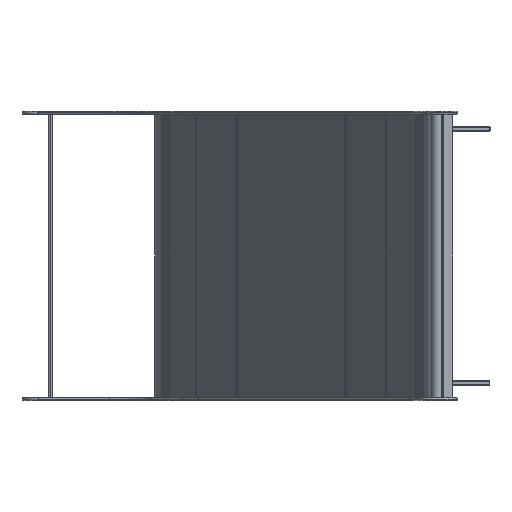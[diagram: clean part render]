
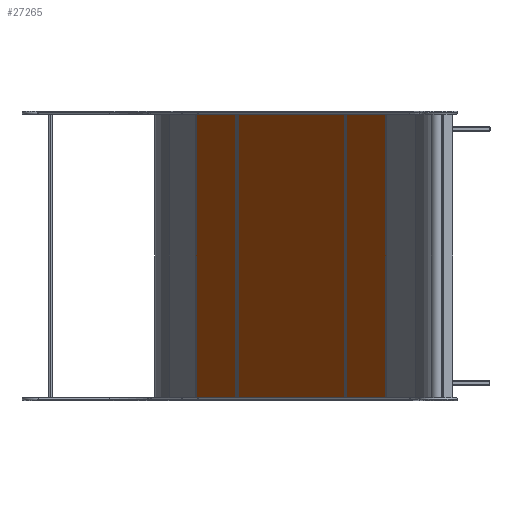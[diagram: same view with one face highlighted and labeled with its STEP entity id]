
A CAD part, left-side view. The second image highlights one B-rep face of the part: STEP entity #27265.
In plain terms, the highlighted face is planar.
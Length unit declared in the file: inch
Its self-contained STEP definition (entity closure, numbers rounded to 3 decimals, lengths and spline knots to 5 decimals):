
#2531 = VECTOR ( 'NONE', #15445, 39.37008 ) ;
#4338 = DIRECTION ( 'NONE',  ( 0., 1., 0. ) ) ;
#6279 = CARTESIAN_POINT ( 'NONE',  ( 44.8622, 0., -59.8622 ) ) ;
#6303 = ORIENTED_EDGE ( 'NONE', *, *, #37360, .T. ) ;
#6702 = LINE ( 'NONE', #36034, #7663 ) ;
#7457 = DIRECTION ( 'NONE',  ( 0., 0., 1. ) ) ;
#7589 = VERTEX_POINT ( 'NONE', #6279 ) ;
#7663 = VECTOR ( 'NONE', #27268, 39.37008 ) ;
#8058 = CARTESIAN_POINT ( 'NONE',  ( 44.91236, 0., -59.8622 ) ) ;
#8491 = EDGE_CURVE ( 'NONE', #7589, #12852, #28821, .T. ) ;
#9406 = EDGE_LOOP ( 'NONE', ( #6303, #27592, #11699, #34081 ) ) ;
#11034 = CARTESIAN_POINT ( 'NONE',  ( -44.8622, 0., 59.8622 ) ) ;
#11699 = ORIENTED_EDGE ( 'NONE', *, *, #29437, .T. ) ;
#12852 = VERTEX_POINT ( 'NONE', #35835 ) ;
#15445 = DIRECTION ( 'NONE',  ( 0., 0., 1. ) ) ;
#17320 = DIRECTION ( 'NONE',  ( 0., 0., -1. ) ) ;
#21442 = LINE ( 'NONE', #30177, #2531 ) ;
#22190 = FACE_OUTER_BOUND ( 'NONE', #9406, .T. ) ;
#23141 = EDGE_CURVE ( 'NONE', #32459, #26770, #6702, .T. ) ;
#25348 = VECTOR ( 'NONE', #17320, 39.37008 ) ;
#26045 = LINE ( 'NONE', #35009, #25348 ) ;
#26754 = AXIS2_PLACEMENT_3D ( 'NONE', #28597, #4338, #7457 ) ;
#26770 = VERTEX_POINT ( 'NONE', #32778 ) ;
#27265 = ADVANCED_FACE ( 'NONE', ( #22190 ), #37343, .T. ) ;
#27268 = DIRECTION ( 'NONE',  ( 1., 0., 0. ) ) ;
#27592 = ORIENTED_EDGE ( 'NONE', *, *, #23141, .T. ) ;
#28597 = CARTESIAN_POINT ( 'NONE',  ( 0., 0., 0. ) ) ;
#28821 = LINE ( 'NONE', #8058, #32660 ) ;
#29437 = EDGE_CURVE ( 'NONE', #26770, #7589, #26045, .T. ) ;
#30177 = CARTESIAN_POINT ( 'NONE',  ( -44.8622, 0., -59.91236 ) ) ;
#32459 = VERTEX_POINT ( 'NONE', #11034 ) ;
#32660 = VECTOR ( 'NONE', #38315, 39.37008 ) ;
#32778 = CARTESIAN_POINT ( 'NONE',  ( 44.8622, 0., 59.8622 ) ) ;
#34081 = ORIENTED_EDGE ( 'NONE', *, *, #8491, .T. ) ;
#35009 = CARTESIAN_POINT ( 'NONE',  ( 44.8622, 0., 59.91236 ) ) ;
#35835 = CARTESIAN_POINT ( 'NONE',  ( -44.8622, 0., -59.8622 ) ) ;
#36034 = CARTESIAN_POINT ( 'NONE',  ( -44.91236, 0., 59.8622 ) ) ;
#37343 = PLANE ( 'NONE',  #26754 ) ;
#37360 = EDGE_CURVE ( 'NONE', #12852, #32459, #21442, .T. ) ;
#38315 = DIRECTION ( 'NONE',  ( -1., 0., 0. ) ) ;
